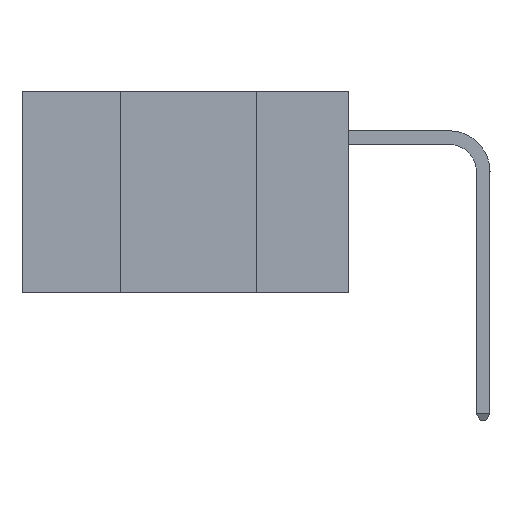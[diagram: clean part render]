
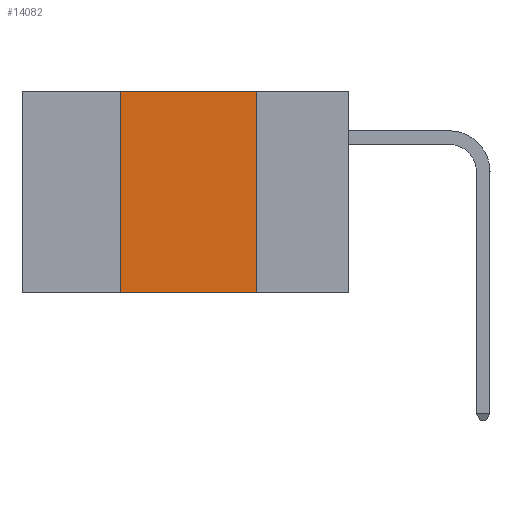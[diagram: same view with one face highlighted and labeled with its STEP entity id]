
A CAD part, left-side view. The second image highlights one B-rep face of the part: STEP entity #14082.
In plain terms, the highlighted planar face has unit normal (-1, 0, 0).
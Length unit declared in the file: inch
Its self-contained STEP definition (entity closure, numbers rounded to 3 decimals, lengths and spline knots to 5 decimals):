
#2045 = VERTEX_POINT ( 'NONE', #9826 ) ;
#2801 = DIRECTION ( 'NONE',  ( 1., 0., 0. ) ) ;
#2861 = CARTESIAN_POINT ( 'NONE',  ( 0., 0.42, -0.37 ) ) ;
#3331 = LINE ( 'NONE', #11060, #6748 ) ;
#5011 = EDGE_CURVE ( 'NONE', #11639, #11605, #3331, .T. ) ;
#5648 = CARTESIAN_POINT ( 'NONE',  ( 0., 0.17, -0.37 ) ) ;
#5695 = VECTOR ( 'NONE', #12502, 39.37008 ) ;
#6748 = VECTOR ( 'NONE', #11371, 39.37008 ) ;
#7999 = CARTESIAN_POINT ( 'NONE',  ( 0., 0.17, 0. ) ) ;
#8496 = CARTESIAN_POINT ( 'NONE',  ( 0., 0.6, 0. ) ) ;
#8865 = ORIENTED_EDGE ( 'NONE', *, *, #8901, .F. ) ;
#8901 = EDGE_CURVE ( 'NONE', #17067, #2045, #20828, .T. ) ;
#9826 = CARTESIAN_POINT ( 'NONE',  ( 0., 0.42, 0. ) ) ;
#9946 = VECTOR ( 'NONE', #11528, 39.37008 ) ;
#10712 = DIRECTION ( 'NONE',  ( 0., 0., -1. ) ) ;
#11060 = CARTESIAN_POINT ( 'NONE',  ( 0., 0.17, 0. ) ) ;
#11143 = ORIENTED_EDGE ( 'NONE', *, *, #14787, .F. ) ;
#11371 = DIRECTION ( 'NONE',  ( 0., 0., -1. ) ) ;
#11528 = DIRECTION ( 'NONE',  ( 0., -1., 0. ) ) ;
#11605 = VERTEX_POINT ( 'NONE', #5648 ) ;
#11639 = VERTEX_POINT ( 'NONE', #7999 ) ;
#12502 = DIRECTION ( 'NONE',  ( 0., 0., 1. ) ) ;
#12744 = FACE_OUTER_BOUND ( 'NONE', #17376, .T. ) ;
#14082 = ADVANCED_FACE ( 'NONE', ( #12744 ), #15839, .F. ) ;
#14787 = EDGE_CURVE ( 'NONE', #2045, #11639, #19516, .T. ) ;
#15604 = EDGE_CURVE ( 'NONE', #17067, #11605, #16437, .T. ) ;
#15694 = CARTESIAN_POINT ( 'NONE',  ( 0., 0.42, 0. ) ) ;
#15839 = PLANE ( 'NONE',  #16101 ) ;
#16043 = CARTESIAN_POINT ( 'NONE',  ( 0., 0.6, 0. ) ) ;
#16101 = AXIS2_PLACEMENT_3D ( 'NONE', #16043, #2801, #10712 ) ;
#16129 = ORIENTED_EDGE ( 'NONE', *, *, #15604, .T. ) ;
#16437 = LINE ( 'NONE', #19858, #9946 ) ;
#17067 = VERTEX_POINT ( 'NONE', #2861 ) ;
#17376 = EDGE_LOOP ( 'NONE', ( #20028, #11143, #8865, #16129 ) ) ;
#18006 = DIRECTION ( 'NONE',  ( 0., -1., 0. ) ) ;
#19471 = VECTOR ( 'NONE', #18006, 39.37008 ) ;
#19516 = LINE ( 'NONE', #8496, #19471 ) ;
#19858 = CARTESIAN_POINT ( 'NONE',  ( 0., 0.6, -0.37 ) ) ;
#20028 = ORIENTED_EDGE ( 'NONE', *, *, #5011, .F. ) ;
#20828 = LINE ( 'NONE', #15694, #5695 ) ;
